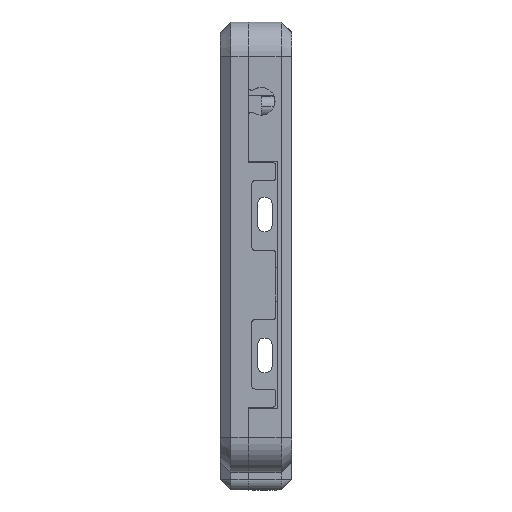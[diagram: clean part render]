
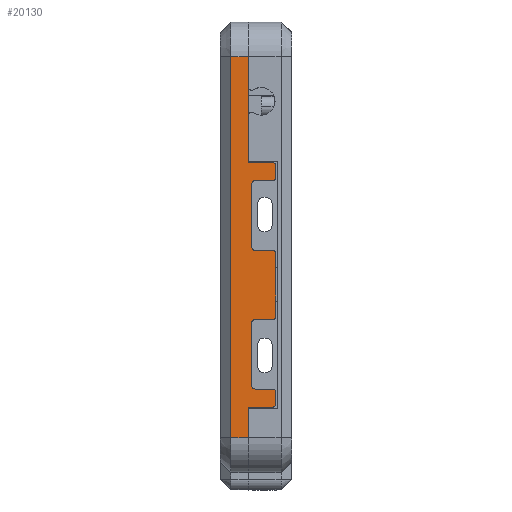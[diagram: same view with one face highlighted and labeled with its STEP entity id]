
A CAD part, left-side view. The second image highlights one B-rep face of the part: STEP entity #20130.
In plain terms, the highlighted planar face has unit normal (-1, 0, 0).
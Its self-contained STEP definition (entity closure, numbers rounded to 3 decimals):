
#17635=DIRECTION('',(0.,0.,1.));
#17636=VECTOR('',#17635,109.83);
#17637=CARTESIAN_POINT('',(-149.815,2.75,
19.017));
#17638=LINE('',#17637,#17636);
#17639=DIRECTION('',(0.,-1.,0.));
#17640=VECTOR('',#17639,5.);
#17641=CARTESIAN_POINT('',(-149.815,2.75,
128.847));
#17642=LINE('',#17641,#17640);
#17643=DIRECTION('',(0.,0.,-1.));
#17644=VECTOR('',#17643,30.547);
#17645=CARTESIAN_POINT('',(-149.815,-2.25,128.847));
#17646=LINE('',#17645,#17644);
#17647=DIRECTION('',(0.,-1.,0.));
#17648=VECTOR('',#17647,7.);
#17649=CARTESIAN_POINT('',(-149.815,-2.25,98.3));
#17650=LINE('',#17649,#17648);
#17651=CARTESIAN_POINT('',(-149.815,-9.25,97.3));
#17652=DIRECTION('',(1.,0.,0.));
#17653=DIRECTION('',(0.,0.,1.));
#17654=AXIS2_PLACEMENT_3D('',#17651,#17652,#17653);
#17656=DIRECTION('',(0.,0.,-1.));
#17657=VECTOR('',#17656,3.2);
#17658=CARTESIAN_POINT('',(-149.815,-10.25,97.3));
#17659=LINE('',#17658,#17657);
#17660=CARTESIAN_POINT('',(-149.815,-9.25,94.1));
#17661=DIRECTION('',(1.,0.,0.));
#17662=DIRECTION('',(0.,-1.,0.));
#17663=AXIS2_PLACEMENT_3D('',#17660,#17661,#17662);
#17665=CARTESIAN_POINT('',(-149.815,-4.25,92.1));
#17666=DIRECTION('',(-1.,0.,0.));
#17667=DIRECTION('',(0.,0.,1.));
#17668=AXIS2_PLACEMENT_3D('',#17665,#17666,#17667);
#17670=CARTESIAN_POINT('',(-149.815,-4.25,74.1));
#17671=DIRECTION('',(-1.,0.,0.));
#17672=DIRECTION('',(0.,1.,0.));
#17673=AXIS2_PLACEMENT_3D('',#17670,#17671,#17672);
#17675=DIRECTION('',(0.,-1.,0.));
#17676=VECTOR('',#17675,5.);
#17677=CARTESIAN_POINT('',(-149.815,-4.25,73.1));
#17678=LINE('',#17677,#17676);
#17679=CARTESIAN_POINT('',(-149.815,-9.25,72.1));
#17680=DIRECTION('',(1.,0.,0.));
#17681=DIRECTION('',(0.,0.,1.));
#17682=AXIS2_PLACEMENT_3D('',#17679,#17680,#17681);
#17684=DIRECTION('',(0.,0.,-1.));
#17685=VECTOR('',#17684,18.);
#17686=CARTESIAN_POINT('',(-149.815,-10.25,72.1));
#17687=LINE('',#17686,#17685);
#17688=CARTESIAN_POINT('',(-149.815,-9.25,54.1));
#17689=DIRECTION('',(1.,0.,0.));
#17690=DIRECTION('',(0.,-1.,0.));
#17691=AXIS2_PLACEMENT_3D('',#17688,#17689,#17690);
#17693=CARTESIAN_POINT('',(-149.815,-4.25,52.1));
#17694=DIRECTION('',(-1.,0.,0.));
#17695=DIRECTION('',(0.,0.,1.));
#17696=AXIS2_PLACEMENT_3D('',#17693,#17694,#17695);
#17698=CARTESIAN_POINT('',(-149.815,-4.25,34.1));
#17699=DIRECTION('',(-1.,0.,0.));
#17700=DIRECTION('',(0.,1.,0.));
#17701=AXIS2_PLACEMENT_3D('',#17698,#17699,#17700);
#17703=DIRECTION('',(0.,-1.,0.));
#17704=VECTOR('',#17703,5.);
#17705=CARTESIAN_POINT('',(-149.815,-4.25,33.1));
#17706=LINE('',#17705,#17704);
#17707=CARTESIAN_POINT('',(-149.815,-9.25,32.1));
#17708=DIRECTION('',(1.,0.,0.));
#17709=DIRECTION('',(0.,0.,1.));
#17710=AXIS2_PLACEMENT_3D('',#17707,#17708,#17709);
#17712=DIRECTION('',(0.,0.,-1.));
#17713=VECTOR('',#17712,3.2);
#17714=CARTESIAN_POINT('',(-149.815,-10.25,32.1));
#17715=LINE('',#17714,#17713);
#17716=CARTESIAN_POINT('',(-149.815,-9.25,28.9));
#17717=DIRECTION('',(1.,0.,0.));
#17718=DIRECTION('',(0.,-1.,0.));
#17719=AXIS2_PLACEMENT_3D('',#17716,#17717,#17718);
#17721=DIRECTION('',(0.,1.,0.));
#17722=VECTOR('',#17721,7.);
#17723=CARTESIAN_POINT('',(-149.815,-9.25,27.9));
#17724=LINE('',#17723,#17722);
#17725=DIRECTION('',(0.,0.,-1.));
#17726=VECTOR('',#17725,8.883);
#17727=CARTESIAN_POINT('',(-149.815,-2.25,27.9));
#17728=LINE('',#17727,#17726);
#17746=DIRECTION('',(0.,-1.,0.));
#17747=VECTOR('',#17746,5.);
#17748=CARTESIAN_POINT('',(-149.815,2.75,
19.017));
#17749=LINE('',#17748,#17747);
#18564=DIRECTION('',(0.,0.,1.));
#18565=VECTOR('',#18564,18.);
#18566=CARTESIAN_POINT('',(-149.815,-3.25,34.1));
#18567=LINE('',#18566,#18565);
#18576=DIRECTION('',(0.,-1.,0.));
#18577=VECTOR('',#18576,5.);
#18578=CARTESIAN_POINT('',(-149.815,-4.25,53.1));
#18579=LINE('',#18578,#18577);
#18612=DIRECTION('',(0.,0.,1.));
#18613=VECTOR('',#18612,18.);
#18614=CARTESIAN_POINT('',(-149.815,-3.25,74.1));
#18615=LINE('',#18614,#18613);
#18624=DIRECTION('',(0.,-1.,0.));
#18625=VECTOR('',#18624,5.);
#18626=CARTESIAN_POINT('',(-149.815,-4.25,93.1));
#18627=LINE('',#18626,#18625);
#18938=CARTESIAN_POINT('',(-149.815,-2.25,19.017));
#18939=VERTEX_POINT('',#18938);
#18940=CARTESIAN_POINT('',(-149.815,-2.25,27.9));
#18941=VERTEX_POINT('',#18940);
#18946=CARTESIAN_POINT('',(-149.815,-2.25,98.3));
#18947=VERTEX_POINT('',#18946);
#18948=CARTESIAN_POINT('',(-149.815,-2.25,128.847));
#18949=VERTEX_POINT('',#18948);
#19346=CARTESIAN_POINT('',(-149.815,2.75,19.017));
#19347=VERTEX_POINT('',#19346);
#19348=CARTESIAN_POINT('',(-149.815,2.75,
128.847));
#19349=VERTEX_POINT('',#19348);
#19350=CARTESIAN_POINT('',(-149.815,-9.25,98.3));
#19351=VERTEX_POINT('',#19350);
#19352=CARTESIAN_POINT('',(-149.815,-10.25,97.3));
#19353=VERTEX_POINT('',#19352);
#19354=CARTESIAN_POINT('',(-149.815,-10.25,94.1));
#19355=VERTEX_POINT('',#19354);
#19356=CARTESIAN_POINT('',(-149.815,-9.25,93.1));
#19357=VERTEX_POINT('',#19356);
#19358=CARTESIAN_POINT('',(-149.815,-4.25,93.1));
#19359=VERTEX_POINT('',#19358);
#19360=CARTESIAN_POINT('',(-149.815,-3.25,92.1));
#19361=VERTEX_POINT('',#19360);
#19362=CARTESIAN_POINT('',(-149.815,-3.25,74.1));
#19363=VERTEX_POINT('',#19362);
#19364=CARTESIAN_POINT('',(-149.815,-4.25,73.1));
#19365=VERTEX_POINT('',#19364);
#19366=CARTESIAN_POINT('',(-149.815,-9.25,73.1));
#19367=VERTEX_POINT('',#19366);
#19368=CARTESIAN_POINT('',(-149.815,-10.25,72.1));
#19369=VERTEX_POINT('',#19368);
#19370=CARTESIAN_POINT('',(-149.815,-10.25,54.1));
#19371=VERTEX_POINT('',#19370);
#19372=CARTESIAN_POINT('',(-149.815,-9.25,53.1));
#19373=VERTEX_POINT('',#19372);
#19374=CARTESIAN_POINT('',(-149.815,-4.25,53.1));
#19375=VERTEX_POINT('',#19374);
#19376=CARTESIAN_POINT('',(-149.815,-3.25,52.1));
#19377=VERTEX_POINT('',#19376);
#19378=CARTESIAN_POINT('',(-149.815,-3.25,34.1));
#19379=VERTEX_POINT('',#19378);
#19380=CARTESIAN_POINT('',(-149.815,-4.25,33.1));
#19381=VERTEX_POINT('',#19380);
#19382=CARTESIAN_POINT('',(-149.815,-9.25,33.1));
#19383=VERTEX_POINT('',#19382);
#19384=CARTESIAN_POINT('',(-149.815,-10.25,32.1));
#19385=VERTEX_POINT('',#19384);
#19386=CARTESIAN_POINT('',(-149.815,-10.25,28.9));
#19387=VERTEX_POINT('',#19386);
#19388=CARTESIAN_POINT('',(-149.815,-9.25,27.9));
#19389=VERTEX_POINT('',#19388);
#20074=CARTESIAN_POINT('',(-149.815,-2.25,19.017));
#20075=DIRECTION('',(-1.,0.,0.));
#20076=DIRECTION('',(0.,0.,1.));
#20077=AXIS2_PLACEMENT_3D('',#20074,#20075,#20076);
#20078=PLANE('',#20077);
#20080=ORIENTED_EDGE('',*,*,#20079,.T.);
#20081=ORIENTED_EDGE('',*,*,#20069,.T.);
#20082=ORIENTED_EDGE('',*,*,#19527,.T.);
#20084=ORIENTED_EDGE('',*,*,#20083,.T.);
#20086=ORIENTED_EDGE('',*,*,#20085,.T.);
#20088=ORIENTED_EDGE('',*,*,#20087,.T.);
#20090=ORIENTED_EDGE('',*,*,#20089,.T.);
#20092=ORIENTED_EDGE('',*,*,#20091,.F.);
#20094=ORIENTED_EDGE('',*,*,#20093,.T.);
#20096=ORIENTED_EDGE('',*,*,#20095,.F.);
#20098=ORIENTED_EDGE('',*,*,#20097,.T.);
#20100=ORIENTED_EDGE('',*,*,#20099,.T.);
#20102=ORIENTED_EDGE('',*,*,#20101,.T.);
#20104=ORIENTED_EDGE('',*,*,#20103,.T.);
#20106=ORIENTED_EDGE('',*,*,#20105,.T.);
#20108=ORIENTED_EDGE('',*,*,#20107,.F.);
#20110=ORIENTED_EDGE('',*,*,#20109,.T.);
#20112=ORIENTED_EDGE('',*,*,#20111,.F.);
#20114=ORIENTED_EDGE('',*,*,#20113,.T.);
#20116=ORIENTED_EDGE('',*,*,#20115,.T.);
#20118=ORIENTED_EDGE('',*,*,#20117,.T.);
#20120=ORIENTED_EDGE('',*,*,#20119,.T.);
#20122=ORIENTED_EDGE('',*,*,#20121,.T.);
#20124=ORIENTED_EDGE('',*,*,#20123,.T.);
#20125=ORIENTED_EDGE('',*,*,#19519,.T.);
#20127=ORIENTED_EDGE('',*,*,#20126,.F.);
#20128=EDGE_LOOP('',(#20080,#20081,#20082,#20084,#20086,#20088,#20090,#20092,
#20094,#20096,#20098,#20100,#20102,#20104,#20106,#20108,#20110,#20112,#20114,
#20116,#20118,#20120,#20122,#20124,#20125,#20127));
#20129=FACE_OUTER_BOUND('',#20128,.F.);
#20130=ADVANCED_FACE('',(#20129),#20078,.T.);
#17655=CIRCLE('',#17654,1.);
#17664=CIRCLE('',#17663,1.);
#17669=CIRCLE('',#17668,1.);
#17674=CIRCLE('',#17673,1.);
#17683=CIRCLE('',#17682,1.);
#17692=CIRCLE('',#17691,1.);
#17697=CIRCLE('',#17696,1.);
#17702=CIRCLE('',#17701,1.);
#17711=CIRCLE('',#17710,1.);
#17720=CIRCLE('',#17719,1.);
#19519=EDGE_CURVE('',#18941,#18939,#17728,.T.);
#19527=EDGE_CURVE('',#18949,#18947,#17646,.T.);
#20069=EDGE_CURVE('',#19349,#18949,#17642,.T.);
#20079=EDGE_CURVE('',#19347,#19349,#17638,.T.);
#20083=EDGE_CURVE('',#18947,#19351,#17650,.T.);
#20085=EDGE_CURVE('',#19351,#19353,#17655,.T.);
#20087=EDGE_CURVE('',#19353,#19355,#17659,.T.);
#20089=EDGE_CURVE('',#19355,#19357,#17664,.T.);
#20091=EDGE_CURVE('',#19359,#19357,#18627,.T.);
#20093=EDGE_CURVE('',#19359,#19361,#17669,.T.);
#20095=EDGE_CURVE('',#19363,#19361,#18615,.T.);
#20097=EDGE_CURVE('',#19363,#19365,#17674,.T.);
#20099=EDGE_CURVE('',#19365,#19367,#17678,.T.);
#20101=EDGE_CURVE('',#19367,#19369,#17683,.T.);
#20103=EDGE_CURVE('',#19369,#19371,#17687,.T.);
#20105=EDGE_CURVE('',#19371,#19373,#17692,.T.);
#20107=EDGE_CURVE('',#19375,#19373,#18579,.T.);
#20109=EDGE_CURVE('',#19375,#19377,#17697,.T.);
#20111=EDGE_CURVE('',#19379,#19377,#18567,.T.);
#20113=EDGE_CURVE('',#19379,#19381,#17702,.T.);
#20115=EDGE_CURVE('',#19381,#19383,#17706,.T.);
#20117=EDGE_CURVE('',#19383,#19385,#17711,.T.);
#20119=EDGE_CURVE('',#19385,#19387,#17715,.T.);
#20121=EDGE_CURVE('',#19387,#19389,#17720,.T.);
#20123=EDGE_CURVE('',#19389,#18941,#17724,.T.);
#20126=EDGE_CURVE('',#19347,#18939,#17749,.T.);
